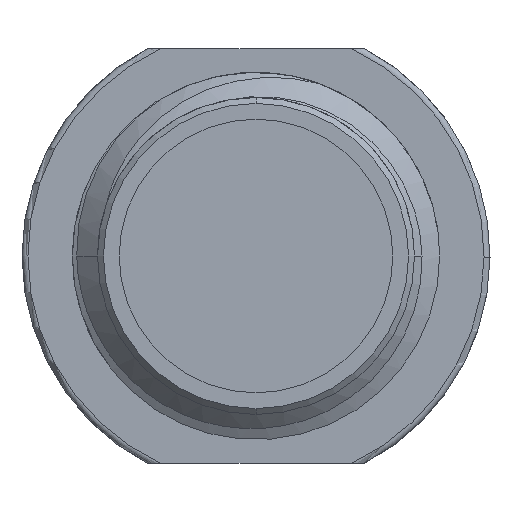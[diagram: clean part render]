
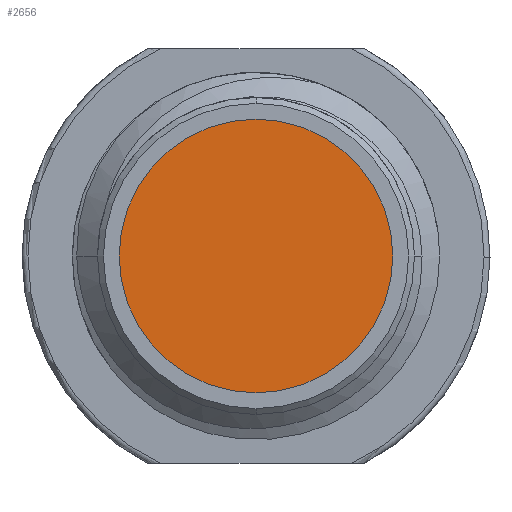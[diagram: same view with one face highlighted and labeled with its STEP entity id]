
A CAD part, left-side view. The second image highlights one B-rep face of the part: STEP entity #2656.
In plain terms, the highlighted planar face has unit normal (-1, 0, 0).
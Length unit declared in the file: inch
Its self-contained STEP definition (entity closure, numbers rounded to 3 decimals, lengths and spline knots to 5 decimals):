
#93 = CARTESIAN_POINT ( 'NONE',  ( 0.07677, 0.09094, 0. ) ) ;
#192 = CIRCLE ( 'NONE', #3747, 0.09094 ) ;
#267 = EDGE_CURVE ( 'NONE', #3772, #3911, #2255, .T. ) ;
#403 = CARTESIAN_POINT ( 'NONE',  ( 0.07677, 0., 0. ) ) ;
#1193 = EDGE_LOOP ( 'NONE', ( #1520, #1240 ) ) ;
#1201 = DIRECTION ( 'NONE',  ( 0., 1., 0. ) ) ;
#1240 = ORIENTED_EDGE ( 'NONE', *, *, #1971, .F. ) ;
#1520 = ORIENTED_EDGE ( 'NONE', *, *, #267, .T. ) ;
#1756 = CARTESIAN_POINT ( 'NONE',  ( 0.07677, 0., 0. ) ) ;
#1838 = DIRECTION ( 'NONE',  ( 0., 1., 0. ) ) ;
#1963 = AXIS2_PLACEMENT_3D ( 'NONE', #1756, #2486, #2904 ) ;
#1971 = EDGE_CURVE ( 'NONE', #3772, #3911, #192, .T. ) ;
#2149 = CARTESIAN_POINT ( 'NONE',  ( 0.07677, -0.09094, 0. ) ) ;
#2255 = CIRCLE ( 'NONE', #2842, 0.09094 ) ;
#2486 = DIRECTION ( 'NONE',  ( -1., 0., 0. ) ) ;
#2656 = ADVANCED_FACE ( 'NONE', ( #3953 ), #3248, .T. ) ;
#2842 = AXIS2_PLACEMENT_3D ( 'NONE', #3314, #3361, #1201 ) ;
#2904 = DIRECTION ( 'NONE',  ( 0., 0., 1. ) ) ;
#3248 = PLANE ( 'NONE',  #1963 ) ;
#3314 = CARTESIAN_POINT ( 'NONE',  ( 0.07677, 0., 0. ) ) ;
#3361 = DIRECTION ( 'NONE',  ( -1., 0., 0. ) ) ;
#3747 = AXIS2_PLACEMENT_3D ( 'NONE', #403, #3888, #1838 ) ;
#3772 = VERTEX_POINT ( 'NONE', #93 ) ;
#3888 = DIRECTION ( 'NONE',  ( 1., 0., 0. ) ) ;
#3911 = VERTEX_POINT ( 'NONE', #2149 ) ;
#3953 = FACE_OUTER_BOUND ( 'NONE', #1193, .T. ) ;
